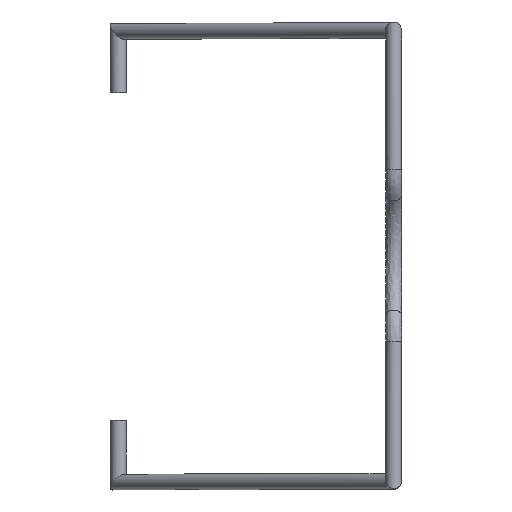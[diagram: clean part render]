
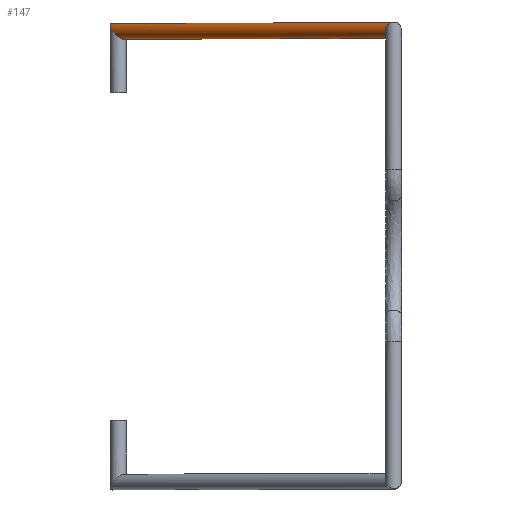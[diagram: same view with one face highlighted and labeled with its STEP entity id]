
A CAD part, top view. The second image highlights one B-rep face of the part: STEP entity #147.
In plain terms, the highlighted cylindrical face has radius 0.4 mm (diameter 0.8 mm), a full revolution.
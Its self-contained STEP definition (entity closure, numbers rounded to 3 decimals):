
#109=CYLINDRICAL_SURFACE('',#257,0.4);
#122=FACE_BOUND('',#169,.T.);
#123=FACE_BOUND('',#170,.T.);
#137=ELLIPSE('',#254,0.566,0.4);
#138=ELLIPSE('',#256,0.433,0.4);
#147=ADVANCED_FACE('',(#122,#123),#109,.T.);
#169=EDGE_LOOP('',(#195));
#170=EDGE_LOOP('',(#196));
#195=ORIENTED_EDGE('',*,*,#231,.T.);
#196=ORIENTED_EDGE('',*,*,#230,.F.);
#216=VERTEX_POINT('',#329);
#217=VERTEX_POINT('',#332);
#230=EDGE_CURVE('',#216,#216,#137,.T.);
#231=EDGE_CURVE('',#217,#217,#138,.T.);
#254=AXIS2_PLACEMENT_3D('',#328,#288,#289);
#256=AXIS2_PLACEMENT_3D('',#331,#292,#293);
#257=AXIS2_PLACEMENT_3D('',#333,#294,#295);
#288=DIRECTION('',(-0.5,-0.707,-0.5));
#289=DIRECTION('',(-0.5,0.707,-0.5));
#292=DIRECTION('',(-0.383,0.,-0.924));
#293=DIRECTION('',(0.924,0.,-0.383));
#294=DIRECTION('',(-0.707,0.,-0.707));
#295=DIRECTION('',(0.,-1.,0.));
#328=CARTESIAN_POINT('',(150.,83.1,0.));
#329=CARTESIAN_POINT('',(149.717,83.5,-0.283));
#331=CARTESIAN_POINT('',(163.859,83.1,13.859));
#332=CARTESIAN_POINT('',(164.259,83.1,13.694));
#333=CARTESIAN_POINT('',(163.859,83.1,13.859));
